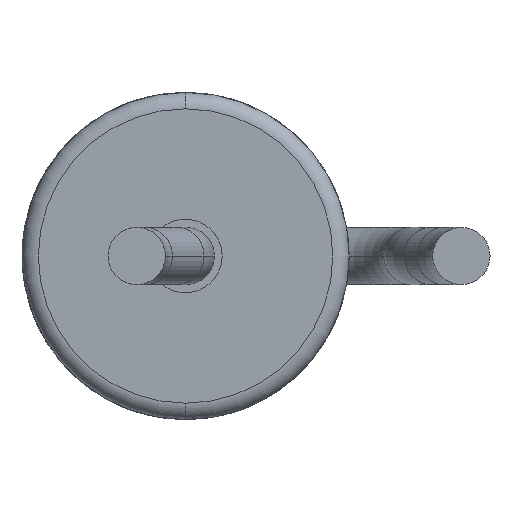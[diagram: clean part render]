
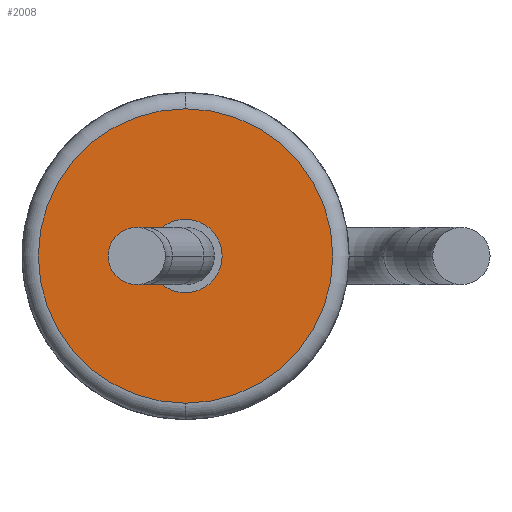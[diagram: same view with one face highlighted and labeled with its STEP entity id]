
A CAD part, front view. The second image highlights one B-rep face of the part: STEP entity #2008.
In plain terms, the highlighted planar face has unit normal (0, -1, 0).
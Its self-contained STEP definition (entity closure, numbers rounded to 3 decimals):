
#17 = EDGE_LOOP ( 'NONE', ( #1975, #1145 ) ) ;
#25 = CIRCLE ( 'NONE', #2166, 1.8 ) ;
#110 = CARTESIAN_POINT ( 'NONE',  ( -0.287, 0., 1.8 ) ) ;
#150 = DIRECTION ( 'NONE',  ( 0., 1., 0. ) ) ;
#177 = DIRECTION ( 'NONE',  ( -1., 0., 0. ) ) ;
#302 = EDGE_LOOP ( 'NONE', ( #2150, #1169 ) ) ;
#328 = DIRECTION ( 'NONE',  ( 0., 1., 0. ) ) ;
#677 = AXIS2_PLACEMENT_3D ( 'NONE', #767, #1264, #2085 ) ;
#678 = FACE_BOUND ( 'NONE', #17, .T. ) ;
#693 = DIRECTION ( 'NONE',  ( 1., 0., 0. ) ) ;
#718 = CARTESIAN_POINT ( 'NONE',  ( -0.74, 0., 0. ) ) ;
#767 = CARTESIAN_POINT ( 'NONE',  ( -0.29, 0., 0. ) ) ;
#785 = EDGE_CURVE ( 'NONE', #1945, #1199, #1494, .T. ) ;
#831 = CARTESIAN_POINT ( 'NONE',  ( -0.287, 0., 0. ) ) ;
#839 = AXIS2_PLACEMENT_3D ( 'NONE', #1906, #1252, #1919 ) ;
#892 = CARTESIAN_POINT ( 'NONE',  ( -0.287, 0., 0. ) ) ;
#901 = CARTESIAN_POINT ( 'NONE',  ( 0.16, 0., 0. ) ) ;
#1004 = EDGE_CURVE ( 'NONE', #1199, #1945, #25, .T. ) ;
#1066 = DIRECTION ( 'NONE',  ( 0., 1., 0. ) ) ;
#1075 = EDGE_CURVE ( 'NONE', #1665, #2128, #1642, .T. ) ;
#1145 = ORIENTED_EDGE ( 'NONE', *, *, #1075, .T. ) ;
#1164 = CARTESIAN_POINT ( 'NONE',  ( -0.29, 0., 0. ) ) ;
#1169 = ORIENTED_EDGE ( 'NONE', *, *, #1004, .F. ) ;
#1199 = VERTEX_POINT ( 'NONE', #110 ) ;
#1201 = AXIS2_PLACEMENT_3D ( 'NONE', #1164, #150, #177 ) ;
#1252 = DIRECTION ( 'NONE',  ( 0., 1., 0. ) ) ;
#1264 = DIRECTION ( 'NONE',  ( 0., 1., 0. ) ) ;
#1327 = FACE_OUTER_BOUND ( 'NONE', #302, .T. ) ;
#1494 = CIRCLE ( 'NONE', #839, 1.8 ) ;
#1571 = EDGE_CURVE ( 'NONE', #2128, #1665, #2145, .T. ) ;
#1642 = CIRCLE ( 'NONE', #677, 0.45 ) ;
#1665 = VERTEX_POINT ( 'NONE', #901 ) ;
#1844 = PLANE ( 'NONE',  #2107 ) ;
#1906 = CARTESIAN_POINT ( 'NONE',  ( -0.287, 0., 0. ) ) ;
#1916 = DIRECTION ( 'NONE',  ( 1., 0., 0. ) ) ;
#1919 = DIRECTION ( 'NONE',  ( 1., 0., 0. ) ) ;
#1945 = VERTEX_POINT ( 'NONE', #2134 ) ;
#1975 = ORIENTED_EDGE ( 'NONE', *, *, #1571, .T. ) ;
#2008 = ADVANCED_FACE ( 'NONE', ( #1327, #678 ), #1844, .F. ) ;
#2085 = DIRECTION ( 'NONE',  ( -1., 0., 0. ) ) ;
#2107 = AXIS2_PLACEMENT_3D ( 'NONE', #831, #328, #693 ) ;
#2128 = VERTEX_POINT ( 'NONE', #718 ) ;
#2134 = CARTESIAN_POINT ( 'NONE',  ( -0.287, 0., -1.8 ) ) ;
#2145 = CIRCLE ( 'NONE', #1201, 0.45 ) ;
#2150 = ORIENTED_EDGE ( 'NONE', *, *, #785, .F. ) ;
#2166 = AXIS2_PLACEMENT_3D ( 'NONE', #892, #1066, #1916 ) ;
